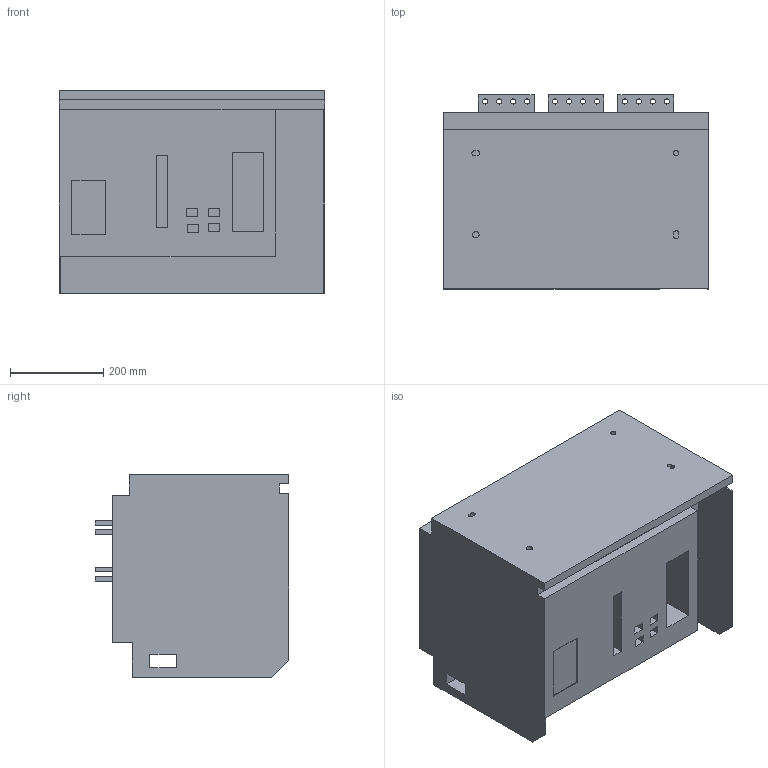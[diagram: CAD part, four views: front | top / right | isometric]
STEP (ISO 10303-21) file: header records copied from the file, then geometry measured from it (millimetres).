
FILE_DESCRIPTION((''),'2;1');
FILE_NAME('NXA40N36-40-MD3','2019-04-26T',('xuxc'),(''),'CREO PARAMETRIC BY PTC INC, 2015480','CREO PARAMETRIC BY PTC INC, 2015480','');
FILE_SCHEMA(('CONFIG_CONTROL_DESIGN'));
Length unit declared in the file: millimetre
Products named in the file (1): NXA40N36-40-MD3
Bounding box: 569 x 416 x 435 mm (x, y, z)
Volume: 78957866.9 mm3; surface area: 1852062.8 mm2
Topology: 1 solids, 1 shells, 235 faces, 628 edges, 418 vertices
Faces by surface type: plane 131, cylinder 104
Entity records: 7629 total; most frequent: DIRECTION 1306, CARTESIAN_POINT 1281, ORIENTED_EDGE 1256, EDGE_CURVE 628, AXIS2_PLACEMENT_3D 443, VECTOR 420, LINE 420, VERTEX_POINT 418
